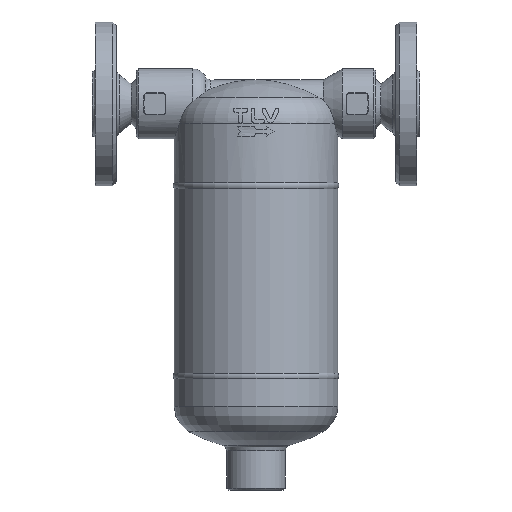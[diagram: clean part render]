
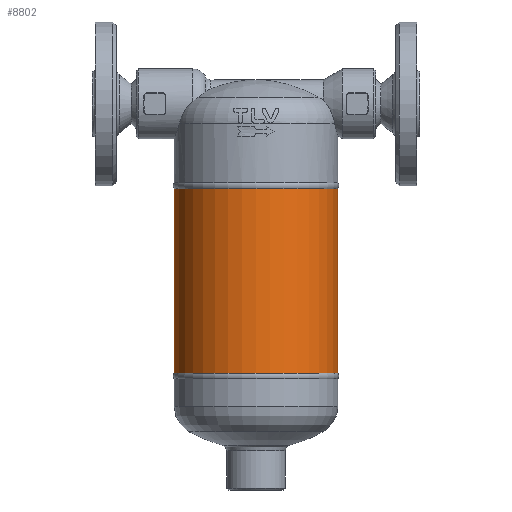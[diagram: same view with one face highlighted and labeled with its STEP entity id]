
A CAD part, front view. The second image highlights one B-rep face of the part: STEP entity #8802.
In plain terms, the highlighted cylindrical face has radius 44.55 mm (diameter 89.1 mm), a full revolution.
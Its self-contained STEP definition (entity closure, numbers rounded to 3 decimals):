
#8521=CARTESIAN_POINT('',(-44.55,0.,-101.883));
#8522=VERTEX_POINT('',#8521);
#8523=CARTESIAN_POINT('',(0.,0.0,-101.883));
#8524=DIRECTION('',(0.0,0.0,-1.0));
#8525=DIRECTION('',(1.0,0.0,0.0));
#8526=AXIS2_PLACEMENT_3D('',#8523,#8524,#8525);
#8527=CIRCLE('',#8526,44.55);
#8528=EDGE_CURVE('',#8522,#8522,#8527,.T.);
#8538=CARTESIAN_POINT('',(-44.55,0.,-1.617));
#8539=VERTEX_POINT('',#8538);
#8540=CARTESIAN_POINT('',(0.,0.0,-1.617));
#8541=DIRECTION('',(0.0,0.0,1.0));
#8542=DIRECTION('',(1.0,0.0,0.0));
#8543=AXIS2_PLACEMENT_3D('',#8540,#8541,#8542);
#8544=CIRCLE('',#8543,44.55);
#8545=EDGE_CURVE('',#8539,#8539,#8544,.T.);
#8791=CARTESIAN_POINT('',(0.,0.0,0.));
#8792=DIRECTION('',(0.,0.0,-1.0));
#8793=DIRECTION('',(1.0,0.0,0.0));
#8794=AXIS2_PLACEMENT_3D('',#8791,#8792,#8793);
#8795=CYLINDRICAL_SURFACE('',#8794,44.55);
#8796=ORIENTED_EDGE('',*,*,#8545,.F.);
#8797=EDGE_LOOP('',(#8796));
#8798=FACE_OUTER_BOUND('',#8797,.T.);
#8799=ORIENTED_EDGE('',*,*,#8528,.F.);
#8800=EDGE_LOOP('',(#8799));
#8801=FACE_BOUND('',#8800,.T.);
#8802=ADVANCED_FACE('',(#8798,#8801),#8795,.T.);
